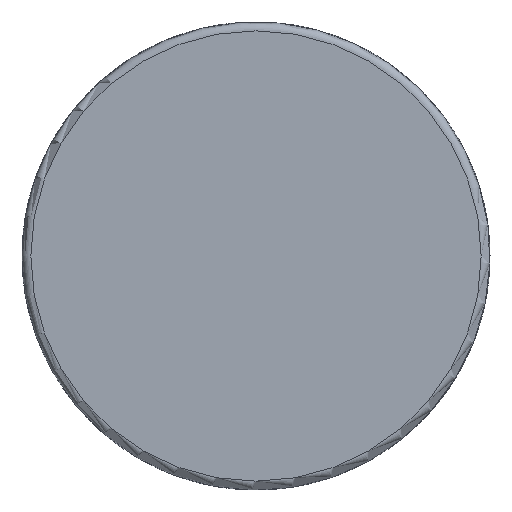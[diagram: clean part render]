
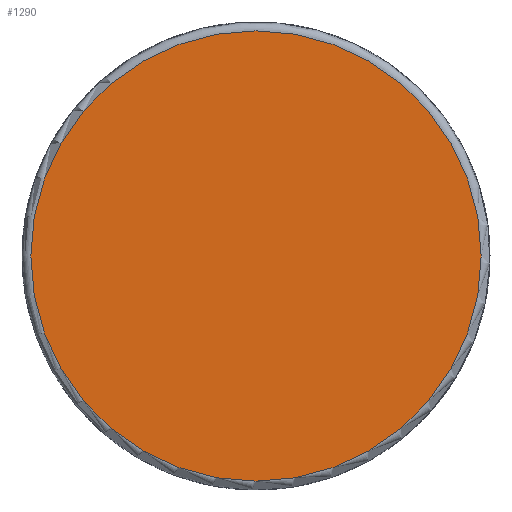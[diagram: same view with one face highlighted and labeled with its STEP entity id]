
A CAD part, left-side view. The second image highlights one B-rep face of the part: STEP entity #1290.
In plain terms, the highlighted planar face has unit normal (-1, 0, 0).
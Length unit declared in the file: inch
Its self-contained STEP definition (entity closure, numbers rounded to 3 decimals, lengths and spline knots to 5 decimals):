
#91=PLANE('',#1415);
#241=FACE_BOUND('',#326,.T.);
#246=FACE_OUTER_BOUND('',#325,.T.);
#325=EDGE_LOOP('',(#898));
#326=EDGE_LOOP('',(#899));
#404=CIRCLE('',#1389,3.1875);
#429=CIRCLE('',#1416,0.00001);
#480=VERTEX_POINT('',#1930);
#529=VERTEX_POINT('',#2246);
#628=EDGE_CURVE('',#480,#480,#404,.T.);
#677=EDGE_CURVE('',#529,#529,#429,.T.);
#898=ORIENTED_EDGE('',*,*,#628,.F.);
#899=ORIENTED_EDGE('',*,*,#677,.T.);
#1290=ADVANCED_FACE('',(#246,#241),#91,.F.);
#1389=AXIS2_PLACEMENT_3D('',#1931,#1573,#1574);
#1415=AXIS2_PLACEMENT_3D('',#2245,#1625,#1626);
#1416=AXIS2_PLACEMENT_3D('',#2247,#1627,#1628);
#1573=DIRECTION('center_axis',(1.,0.,0.));
#1574=DIRECTION('ref_axis',(0.,-1.,0.));
#1625=DIRECTION('center_axis',(1.,0.,0.));
#1626=DIRECTION('ref_axis',(0.,0.,-1.));
#1627=DIRECTION('center_axis',(1.,0.,0.));
#1628=DIRECTION('ref_axis',(0.,1.,0.));
#1930=CARTESIAN_POINT('',(0.,3.1875,0.));
#1931=CARTESIAN_POINT('Origin',(0.,0.,0.));
#2245=CARTESIAN_POINT('Origin',(0.,0.,0.));
#2246=CARTESIAN_POINT('',(0.,-0.00001,0.));
#2247=CARTESIAN_POINT('Origin',(0.,0.,0.));
